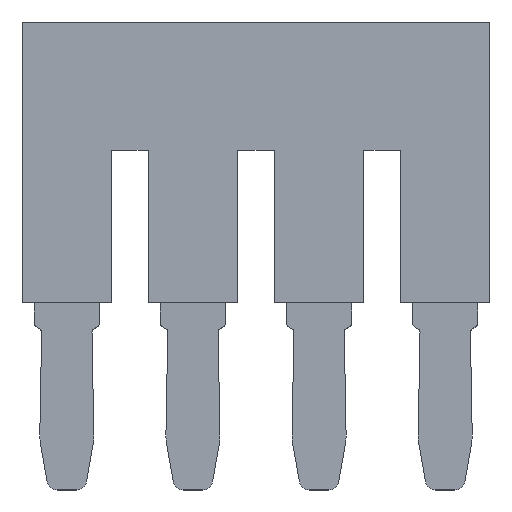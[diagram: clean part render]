
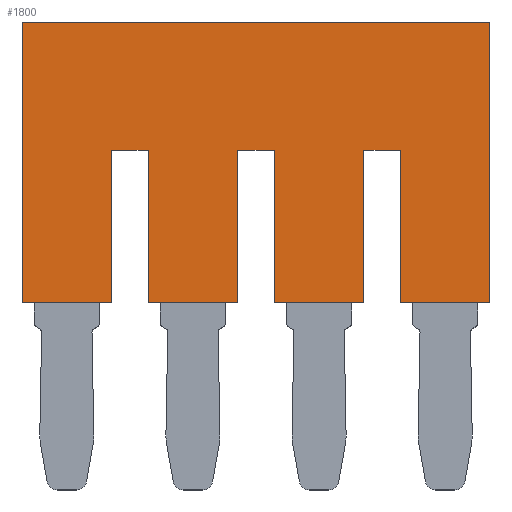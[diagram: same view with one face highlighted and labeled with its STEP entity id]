
A CAD part, top view. The second image highlights one B-rep face of the part: STEP entity #1800.
In plain terms, the highlighted planar face has unit normal (0, 0, 1).
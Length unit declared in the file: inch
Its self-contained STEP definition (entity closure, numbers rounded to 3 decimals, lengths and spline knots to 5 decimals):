
#193=DIRECTION('',(0.,1.,0.));
#194=VECTOR('',#193,13.79969);
#195=CARTESIAN_POINT('',(15.04372,-18.69297,1.5));
#196=LINE('',#195,#194);
#197=DIRECTION('',(1.,0.,0.));
#198=VECTOR('',#197,4.3999);
#199=CARTESIAN_POINT('',(10.64382,-18.69297,1.5));
#200=LINE('',#199,#198);
#201=DIRECTION('',(0.,-1.,0.));
#202=VECTOR('',#201,7.49983);
#203=CARTESIAN_POINT('',(10.64382,-11.19314,1.5));
#204=LINE('',#203,#202);
#205=DIRECTION('',(1.,0.,0.));
#206=VECTOR('',#205,1.79996);
#207=CARTESIAN_POINT('',(8.84386,-11.19314,1.5));
#208=LINE('',#207,#206);
#209=DIRECTION('',(0.,1.,0.));
#210=VECTOR('',#209,7.49983);
#211=CARTESIAN_POINT('',(8.84386,-18.69297,1.5));
#212=LINE('',#211,#210);
#213=DIRECTION('',(1.,0.,0.));
#214=VECTOR('',#213,4.3999);
#215=CARTESIAN_POINT('',(4.44396,-18.69297,1.5));
#216=LINE('',#215,#214);
#217=DIRECTION('',(0.,-1.,0.));
#218=VECTOR('',#217,7.49983);
#219=CARTESIAN_POINT('',(4.44396,-11.19314,1.5));
#220=LINE('',#219,#218);
#221=DIRECTION('',(1.,0.,0.));
#222=VECTOR('',#221,1.79996);
#223=CARTESIAN_POINT('',(2.644,-11.19314,1.5));
#224=LINE('',#223,#222);
#225=DIRECTION('',(0.,1.,0.));
#226=VECTOR('',#225,7.49983);
#227=CARTESIAN_POINT('',(2.644,-18.69297,1.5));
#228=LINE('',#227,#226);
#229=DIRECTION('',(1.,0.,0.));
#230=VECTOR('',#229,4.3999);
#231=CARTESIAN_POINT('',(-1.7559,-18.69297,1.5));
#232=LINE('',#231,#230);
#233=DIRECTION('',(0.,-1.,0.));
#234=VECTOR('',#233,7.49983);
#235=CARTESIAN_POINT('',(-1.7559,-11.19314,1.5));
#236=LINE('',#235,#234);
#237=DIRECTION('',(1.,0.,0.));
#238=VECTOR('',#237,1.79996);
#239=CARTESIAN_POINT('',(-3.55586,-11.19314,1.5));
#240=LINE('',#239,#238);
#241=DIRECTION('',(0.,1.,0.));
#242=VECTOR('',#241,7.49983);
#243=CARTESIAN_POINT('',(-3.55586,-18.69297,1.5));
#244=LINE('',#243,#242);
#245=DIRECTION('',(1.,0.,0.));
#246=VECTOR('',#245,4.3999);
#247=CARTESIAN_POINT('',(-7.95576,-18.69297,1.5));
#248=LINE('',#247,#246);
#249=DIRECTION('',(0.,-1.,0.));
#250=VECTOR('',#249,13.79969);
#251=CARTESIAN_POINT('',(-7.95576,-4.89328,1.5));
#252=LINE('',#251,#250);
#253=DIRECTION('',(-1.,0.,0.));
#254=VECTOR('',#253,22.99948);
#255=CARTESIAN_POINT('',(15.04372,-4.89328,1.5));
#256=LINE('',#255,#254);
#1161=CARTESIAN_POINT('',(15.04372,-18.69297,1.5));
#1162=CARTESIAN_POINT('',(15.04372,-4.89328,1.5));
#1163=VERTEX_POINT('',#1161);
#1164=VERTEX_POINT('',#1162);
#1165=CARTESIAN_POINT('',(-7.95576,-4.89328,1.5));
#1166=VERTEX_POINT('',#1165);
#1167=CARTESIAN_POINT('',(-7.95576,-18.69297,1.5));
#1168=VERTEX_POINT('',#1167);
#1169=CARTESIAN_POINT('',(-3.55586,-18.69297,1.5));
#1170=VERTEX_POINT('',#1169);
#1171=CARTESIAN_POINT('',(-3.55586,-11.19314,1.5));
#1172=VERTEX_POINT('',#1171);
#1173=CARTESIAN_POINT('',(-1.7559,-11.19314,1.5));
#1174=VERTEX_POINT('',#1173);
#1175=CARTESIAN_POINT('',(-1.7559,-18.69297,1.5));
#1176=VERTEX_POINT('',#1175);
#1177=CARTESIAN_POINT('',(2.644,-18.69297,1.5));
#1178=VERTEX_POINT('',#1177);
#1179=CARTESIAN_POINT('',(2.644,-11.19314,1.5));
#1180=VERTEX_POINT('',#1179);
#1181=CARTESIAN_POINT('',(4.44396,-11.19314,1.5));
#1182=VERTEX_POINT('',#1181);
#1183=CARTESIAN_POINT('',(4.44396,-18.69297,1.5));
#1184=VERTEX_POINT('',#1183);
#1185=CARTESIAN_POINT('',(8.84386,-18.69297,1.5));
#1186=VERTEX_POINT('',#1185);
#1187=CARTESIAN_POINT('',(8.84386,-11.19314,1.5));
#1188=VERTEX_POINT('',#1187);
#1189=CARTESIAN_POINT('',(10.64382,-11.19314,1.5));
#1190=VERTEX_POINT('',#1189);
#1191=CARTESIAN_POINT('',(10.64382,-18.69297,1.5));
#1192=VERTEX_POINT('',#1191);
#1777=CARTESIAN_POINT('',(0.,0.,1.5));
#1778=DIRECTION('',(0.,0.,1.));
#1779=DIRECTION('',(1.,0.,0.));
#1780=AXIS2_PLACEMENT_3D('',#1777,#1778,#1779);
#1781=PLANE('',#1780);
#1782=ORIENTED_EDGE('',*,*,#1521,.F.);
#1783=ORIENTED_EDGE('',*,*,#1536,.F.);
#1784=ORIENTED_EDGE('',*,*,#1560,.F.);
#1785=ORIENTED_EDGE('',*,*,#1574,.F.);
#1786=ORIENTED_EDGE('',*,*,#1588,.F.);
#1787=ORIENTED_EDGE('',*,*,#1602,.F.);
#1788=ORIENTED_EDGE('',*,*,#1626,.F.);
#1789=ORIENTED_EDGE('',*,*,#1640,.F.);
#1790=ORIENTED_EDGE('',*,*,#1654,.F.);
#1791=ORIENTED_EDGE('',*,*,#1668,.F.);
#1792=ORIENTED_EDGE('',*,*,#1692,.F.);
#1793=ORIENTED_EDGE('',*,*,#1706,.F.);
#1794=ORIENTED_EDGE('',*,*,#1720,.F.);
#1795=ORIENTED_EDGE('',*,*,#1734,.F.);
#1796=ORIENTED_EDGE('',*,*,#1758,.F.);
#1797=ORIENTED_EDGE('',*,*,#1771,.F.);
#1798=EDGE_LOOP('',(#1782,#1783,#1784,#1785,#1786,#1787,#1788,#1789,#1790,#1791,
#1792,#1793,#1794,#1795,#1796,#1797));
#1799=FACE_OUTER_BOUND('',#1798,.F.);
#1521=EDGE_CURVE('',#1163,#1164,#196,.T.);
#1536=EDGE_CURVE('',#1192,#1163,#200,.T.);
#1560=EDGE_CURVE('',#1190,#1192,#204,.T.);
#1574=EDGE_CURVE('',#1188,#1190,#208,.T.);
#1588=EDGE_CURVE('',#1186,#1188,#212,.T.);
#1602=EDGE_CURVE('',#1184,#1186,#216,.T.);
#1626=EDGE_CURVE('',#1182,#1184,#220,.T.);
#1640=EDGE_CURVE('',#1180,#1182,#224,.T.);
#1654=EDGE_CURVE('',#1178,#1180,#228,.T.);
#1668=EDGE_CURVE('',#1176,#1178,#232,.T.);
#1692=EDGE_CURVE('',#1174,#1176,#236,.T.);
#1706=EDGE_CURVE('',#1172,#1174,#240,.T.);
#1720=EDGE_CURVE('',#1170,#1172,#244,.T.);
#1734=EDGE_CURVE('',#1168,#1170,#248,.T.);
#1758=EDGE_CURVE('',#1166,#1168,#252,.T.);
#1771=EDGE_CURVE('',#1164,#1166,#256,.T.);
#1800=ADVANCED_FACE('',(#1799),#1781,.T.);
